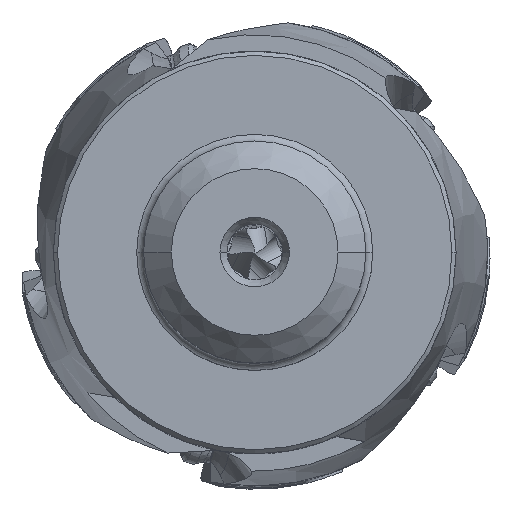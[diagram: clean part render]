
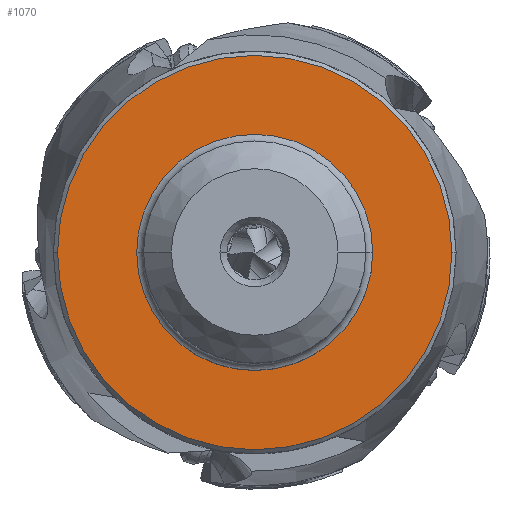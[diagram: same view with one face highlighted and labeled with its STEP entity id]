
A CAD part, top view. The second image highlights one B-rep face of the part: STEP entity #1070.
In plain terms, the highlighted planar face has unit normal (0, 0, 1).
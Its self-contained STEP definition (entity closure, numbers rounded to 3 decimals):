
#150=FACE_BOUND('',#2160,.T.);
#151=FACE_BOUND('',#2161,.T.);
#1070=ADVANCED_FACE('',(#150,#151),#1487,.T.);
#1487=PLANE('',#9805);
#2160=EDGE_LOOP('',(#3890,#3891));
#2161=EDGE_LOOP('',(#3892,#3893));
#2756=CIRCLE('',#9798,8.3);
#2758=CIRCLE('',#9801,8.3);
#2759=CIRCLE('',#9803,14.2);
#2760=CIRCLE('',#9804,14.2);
#3890=ORIENTED_EDGE('',*,*,#7479,.F.);
#3891=ORIENTED_EDGE('',*,*,#7480,.F.);
#3892=ORIENTED_EDGE('',*,*,#7478,.F.);
#3893=ORIENTED_EDGE('',*,*,#7476,.F.);
#6392=VERTEX_POINT('',#16313);
#6393=VERTEX_POINT('',#16315);
#6394=VERTEX_POINT('',#16321);
#6395=VERTEX_POINT('',#16322);
#7476=EDGE_CURVE('',#6392,#6393,#2756,.T.);
#7478=EDGE_CURVE('',#6393,#6392,#2758,.T.);
#7479=EDGE_CURVE('',#6394,#6395,#2759,.T.);
#7480=EDGE_CURVE('',#6395,#6394,#2760,.T.);
#9798=AXIS2_PLACEMENT_3D('',#16314,#11349,#11350);
#9801=AXIS2_PLACEMENT_3D('',#16318,#11355,#11356);
#9803=AXIS2_PLACEMENT_3D('',#16320,#11359,#11360);
#9804=AXIS2_PLACEMENT_3D('',#16323,#11361,#11362);
#9805=AXIS2_PLACEMENT_3D('',#16324,#11363,#11364);
#11349=DIRECTION('',(0.,0.,1.));
#11350=DIRECTION('',(-1.,0.,0.));
#11355=DIRECTION('',(0.,0.,1.));
#11356=DIRECTION('',(1.,0.,0.));
#11359=DIRECTION('',(0.,0.,-1.));
#11360=DIRECTION('',(1.,0.,0.));
#11361=DIRECTION('',(0.,0.,-1.));
#11362=DIRECTION('',(-1.,0.,0.));
#11363=DIRECTION('',(0.,0.,1.));
#11364=DIRECTION('',(1.,0.,0.));
#16313=CARTESIAN_POINT('',(-8.3,0.,0.));
#16314=CARTESIAN_POINT('',(0.,0.,0.));
#16315=CARTESIAN_POINT('',(8.3,0.,0.));
#16318=CARTESIAN_POINT('',(0.,0.,0.));
#16320=CARTESIAN_POINT('',(0.,0.,0.));
#16321=CARTESIAN_POINT('',(14.2,0.,0.));
#16322=CARTESIAN_POINT('',(-14.2,0.,0.));
#16323=CARTESIAN_POINT('',(0.,0.,0.));
#16324=CARTESIAN_POINT('',(0.,0.,0.));
